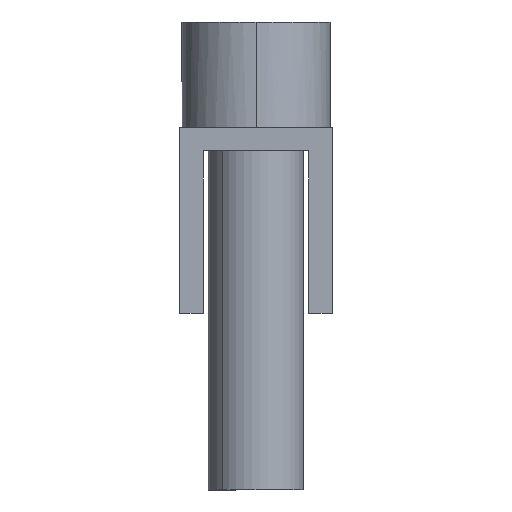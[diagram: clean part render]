
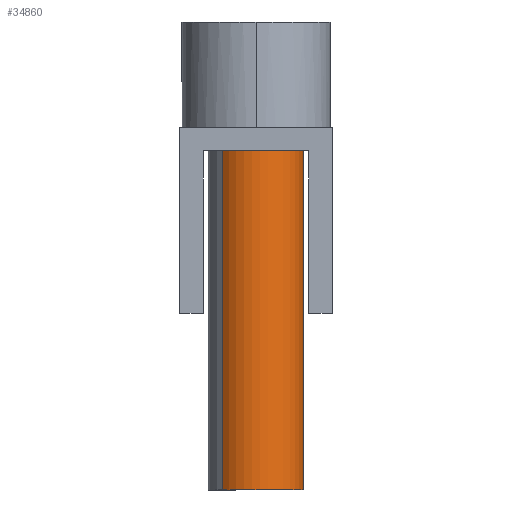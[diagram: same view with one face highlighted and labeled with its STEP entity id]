
A CAD part, left-side view. The second image highlights one B-rep face of the part: STEP entity #34860.
In plain terms, the highlighted cylindrical face has radius 2 mm (diameter 4 mm), a partial arc.
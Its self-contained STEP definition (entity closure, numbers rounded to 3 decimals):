
#26180=CARTESIAN_POINT('',(24.6,0.,-1.));
#26190=DIRECTION('',(0.,0.,-1.));
#26200=DIRECTION('',(-0.707,0.707,
0.));
#26210=AXIS2_PLACEMENT_3D('',#26180,#26190,#26200);
#26220=CIRCLE('',#26210,2.);
#26230=CARTESIAN_POINT('',(23.186,1.414,-1.));
#26240=VERTEX_POINT('',#26230);
#26250=CARTESIAN_POINT('',(26.014,-1.414,-1.));
#26260=VERTEX_POINT('',#26250);
#26270=EDGE_CURVE('',#26240,#26260,#26220,.T.);
#29860=CARTESIAN_POINT('',(26.014,-1.414,
-7.35));
#29870=DIRECTION('',(0.,0.,-1.));
#29880=VECTOR('',#29870,1.);
#29890=LINE('',#29860,#29880);
#29900=CARTESIAN_POINT('',(26.014,-1.414,
-15.2));
#29910=VERTEX_POINT('',#29900);
#29920=EDGE_CURVE('',#26260,#29910,#29890,.T.);
#29940=CARTESIAN_POINT('',(24.6,0.,-15.2))
;
#29950=DIRECTION('',(0.,0.,-1.));
#29960=DIRECTION('',(-0.707,0.707,0.));
#29970=AXIS2_PLACEMENT_3D('',#29940,#29950,#29960);
#29980=CIRCLE('',#29970,2.);
#29990=CARTESIAN_POINT('',(23.186,1.414,
-15.2));
#30000=VERTEX_POINT('',#29990);
#30030=CARTESIAN_POINT('',(23.186,1.414,
-7.35));
#30040=DIRECTION('',(0.,0.,-1.));
#30050=VECTOR('',#30040,1.);
#30060=LINE('',#30030,#30050);
#30070=EDGE_CURVE('',#26240,#30000,#30060,.T.);
#30250=EDGE_CURVE('',#30000,#29910,#29980,.T.);
#34750=CARTESIAN_POINT('',(24.6,0.,-7.35))
;
#34760=DIRECTION('',(0.,0.,-1.));
#34770=DIRECTION('',(-0.707,0.707,0.));
#34780=AXIS2_PLACEMENT_3D('',#34750,#34760,#34770);
#34790=CYLINDRICAL_SURFACE('',#34780,2.);
#34800=ORIENTED_EDGE('',*,*,#30250,.F.);
#34810=ORIENTED_EDGE('',*,*,#29920,.T.);
#34820=ORIENTED_EDGE('',*,*,#26270,.T.);
#34830=ORIENTED_EDGE('',*,*,#30070,.F.);
#34840=EDGE_LOOP('',(#34830,#34820,#34810,#34800));
#34850=FACE_OUTER_BOUND('',#34840,.T.);
#34860=ADVANCED_FACE('',(#34850),#34790,.T.);
